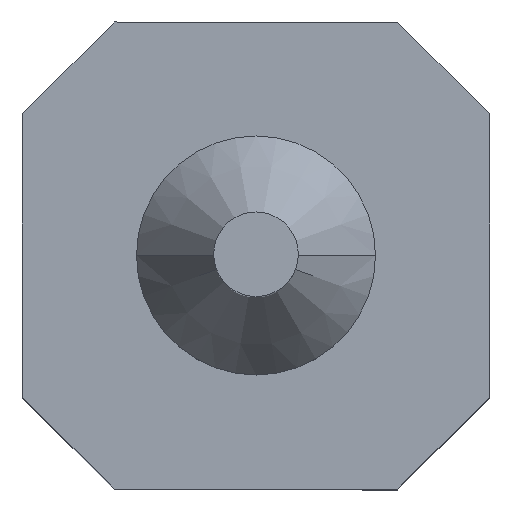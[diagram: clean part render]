
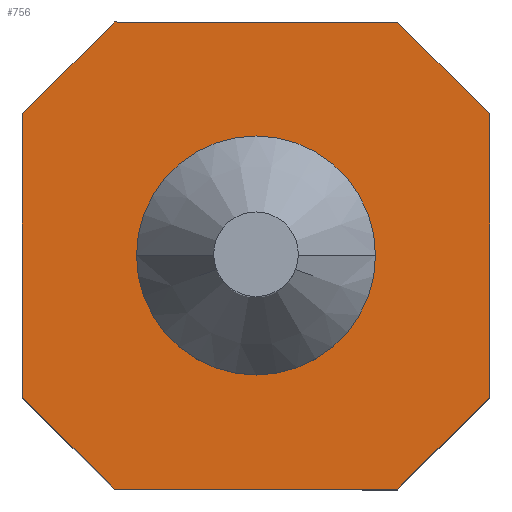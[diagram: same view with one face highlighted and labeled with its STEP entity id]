
A CAD part, top view. The second image highlights one B-rep face of the part: STEP entity #756.
In plain terms, the highlighted planar face has unit normal (0, 0, 1).
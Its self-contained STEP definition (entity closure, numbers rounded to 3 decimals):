
#498=CARTESIAN_POINT('',(-1.27,0.77,3.5));
#499=VERTEX_POINT('',#498);
#500=CARTESIAN_POINT('',(-0.77,1.27,3.5));
#501=VERTEX_POINT('',#500);
#502=CARTESIAN_POINT('',(-1.27,0.77,3.5));
#503=DIRECTION('',(0.707,0.707,0.0));
#504=VECTOR('',#503,0.707);
#505=LINE('',#502,#504);
#506=EDGE_CURVE('',#499,#501,#505,.T.);
#538=CARTESIAN_POINT('',(0.77,1.27,3.5));
#539=VERTEX_POINT('',#538);
#540=CARTESIAN_POINT('',(-0.77,1.27,3.5));
#541=DIRECTION('',(1.0,0.0,0.0));
#542=VECTOR('',#541,1.54);
#543=LINE('',#540,#542);
#544=EDGE_CURVE('',#501,#539,#543,.T.);
#569=CARTESIAN_POINT('',(1.27,0.77,3.5));
#570=VERTEX_POINT('',#569);
#571=CARTESIAN_POINT('',(0.77,1.27,3.5));
#572=DIRECTION('',(0.707,-0.707,0.));
#573=VECTOR('',#572,0.707);
#574=LINE('',#571,#573);
#575=EDGE_CURVE('',#539,#570,#574,.T.);
#600=CARTESIAN_POINT('',(1.27,-0.77,3.5));
#601=VERTEX_POINT('',#600);
#602=CARTESIAN_POINT('',(1.27,0.77,3.5));
#603=DIRECTION('',(0.0,-1.0,0.0));
#604=VECTOR('',#603,1.54);
#605=LINE('',#602,#604);
#606=EDGE_CURVE('',#570,#601,#605,.T.);
#631=CARTESIAN_POINT('',(0.77,-1.27,3.5));
#632=VERTEX_POINT('',#631);
#633=CARTESIAN_POINT('',(1.27,-0.77,3.5));
#634=DIRECTION('',(-0.707,-0.707,0.0));
#635=VECTOR('',#634,0.707);
#636=LINE('',#633,#635);
#637=EDGE_CURVE('',#601,#632,#636,.T.);
#662=CARTESIAN_POINT('',(-0.77,-1.27,3.5));
#663=VERTEX_POINT('',#662);
#664=CARTESIAN_POINT('',(0.77,-1.27,3.5));
#665=DIRECTION('',(-1.0,0.0,0.0));
#666=VECTOR('',#665,1.54);
#667=LINE('',#664,#666);
#668=EDGE_CURVE('',#632,#663,#667,.T.);
#693=CARTESIAN_POINT('',(-1.27,-0.77,3.5));
#694=VERTEX_POINT('',#693);
#695=CARTESIAN_POINT('',(-0.77,-1.27,3.5));
#696=DIRECTION('',(-0.707,0.707,0.));
#697=VECTOR('',#696,0.707);
#698=LINE('',#695,#697);
#699=EDGE_CURVE('',#663,#694,#698,.T.);
#724=CARTESIAN_POINT('',(-1.27,-0.77,3.5));
#725=DIRECTION('',(0.0,1.0,0.0));
#726=VECTOR('',#725,1.54);
#727=LINE('',#724,#726);
#728=EDGE_CURVE('',#694,#499,#727,.T.);
#741=CARTESIAN_POINT('',(0.,0.,3.5));
#742=DIRECTION('',(0.0,0.0,1.0));
#743=DIRECTION('',(-1.0,0.0,0.0));
#744=AXIS2_PLACEMENT_3D('',#741,#742,#743);
#745=PLANE('',#744);
#746=ORIENTED_EDGE('',*,*,#506,.F.);
#747=ORIENTED_EDGE('',*,*,#728,.F.);
#748=ORIENTED_EDGE('',*,*,#699,.F.);
#749=ORIENTED_EDGE('',*,*,#668,.F.);
#750=ORIENTED_EDGE('',*,*,#637,.F.);
#751=ORIENTED_EDGE('',*,*,#606,.F.);
#752=ORIENTED_EDGE('',*,*,#575,.F.);
#753=ORIENTED_EDGE('',*,*,#544,.F.);
#754=EDGE_LOOP('',(#746,#747,#748,#749,#750,#751,#752,#753));
#755=FACE_OUTER_BOUND('',#754,.T.);
#756=ADVANCED_FACE('',(#755),#745,.T.);
